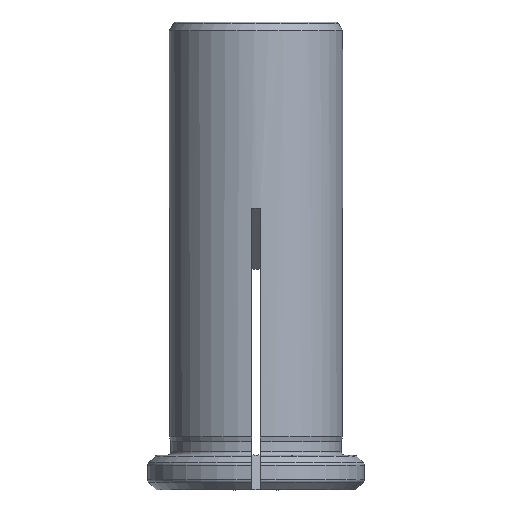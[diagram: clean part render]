
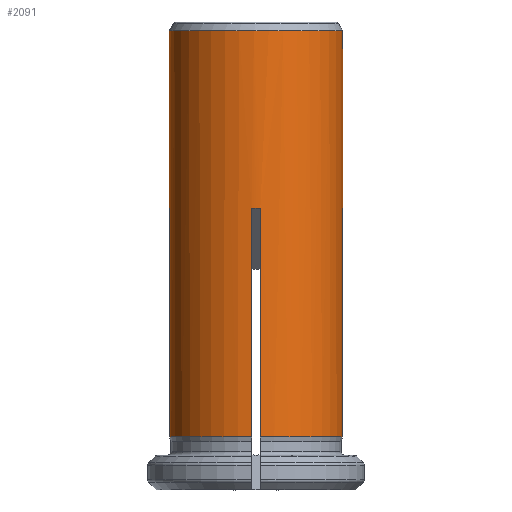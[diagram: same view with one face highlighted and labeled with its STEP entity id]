
A CAD part, front view. The second image highlights one B-rep face of the part: STEP entity #2091.
In plain terms, the highlighted cylindrical face has radius 10 mm (diameter 20 mm), a full revolution.
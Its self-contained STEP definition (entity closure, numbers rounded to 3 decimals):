
#172=CIRCLE('',#2148,10.);
#184=CIRCLE('',#2171,10.);
#196=CIRCLE('',#2194,10.);
#208=CIRCLE('',#2217,10.);
#211=CIRCLE('',#2221,10.);
#279=LINE('',#3368,#355);
#280=LINE('',#3372,#356);
#281=LINE('',#3373,#357);
#282=LINE('',#3377,#358);
#283=LINE('',#3378,#359);
#284=LINE('',#3382,#360);
#285=LINE('',#3383,#361);
#286=LINE('',#3387,#362);
#355=VECTOR('',#2609,1000.);
#356=VECTOR('',#2612,1000.);
#357=VECTOR('',#2613,1000.);
#358=VECTOR('',#2616,1000.);
#359=VECTOR('',#2617,1000.);
#360=VECTOR('',#2620,1000.);
#361=VECTOR('',#2621,1000.);
#362=VECTOR('',#2624,1000.);
#646=ORIENTED_EDGE('',*,*,#1047,.F.);
#647=ORIENTED_EDGE('',*,*,#1048,.F.);
#648=ORIENTED_EDGE('',*,*,#1049,.T.);
#649=ORIENTED_EDGE('',*,*,#892,.F.);
#650=ORIENTED_EDGE('',*,*,#1050,.F.);
#651=ORIENTED_EDGE('',*,*,#1051,.F.);
#652=ORIENTED_EDGE('',*,*,#1052,.T.);
#653=ORIENTED_EDGE('',*,*,#926,.F.);
#654=ORIENTED_EDGE('',*,*,#1053,.F.);
#655=ORIENTED_EDGE('',*,*,#1054,.F.);
#656=ORIENTED_EDGE('',*,*,#1055,.T.);
#657=ORIENTED_EDGE('',*,*,#960,.F.);
#658=ORIENTED_EDGE('',*,*,#1056,.F.);
#659=ORIENTED_EDGE('',*,*,#1057,.F.);
#660=ORIENTED_EDGE('',*,*,#1058,.T.);
#661=ORIENTED_EDGE('',*,*,#995,.F.);
#662=ORIENTED_EDGE('',*,*,#999,.F.);
#892=EDGE_CURVE('',#1112,#1113,#172,.F.);
#926=EDGE_CURVE('',#1136,#1137,#184,.F.);
#960=EDGE_CURVE('',#1160,#1161,#196,.F.);
#995=EDGE_CURVE('',#1184,#1186,#208,.F.);
#999=EDGE_CURVE('',#1189,#1189,#211,.F.);
#1047=EDGE_CURVE('',#1223,#1184,#279,.F.);
#1048=EDGE_CURVE('',#1224,#1223,#1239,.F.);
#1049=EDGE_CURVE('',#1224,#1113,#280,.F.);
#1050=EDGE_CURVE('',#1225,#1112,#281,.F.);
#1051=EDGE_CURVE('',#1226,#1225,#1240,.F.);
#1052=EDGE_CURVE('',#1226,#1137,#282,.F.);
#1053=EDGE_CURVE('',#1227,#1136,#283,.F.);
#1054=EDGE_CURVE('',#1228,#1227,#1241,.F.);
#1055=EDGE_CURVE('',#1228,#1161,#284,.F.);
#1056=EDGE_CURVE('',#1229,#1160,#285,.F.);
#1057=EDGE_CURVE('',#1230,#1229,#1242,.F.);
#1058=EDGE_CURVE('',#1230,#1186,#286,.F.);
#1112=VERTEX_POINT('',#2859);
#1113=VERTEX_POINT('',#2860);
#1136=VERTEX_POINT('',#2976);
#1137=VERTEX_POINT('',#2977);
#1160=VERTEX_POINT('',#3093);
#1161=VERTEX_POINT('',#3094);
#1184=VERTEX_POINT('',#3213);
#1186=VERTEX_POINT('',#3216);
#1189=VERTEX_POINT('',#3227);
#1223=VERTEX_POINT('',#3369);
#1224=VERTEX_POINT('',#3371);
#1225=VERTEX_POINT('',#3374);
#1226=VERTEX_POINT('',#3376);
#1227=VERTEX_POINT('',#3379);
#1228=VERTEX_POINT('',#3381);
#1229=VERTEX_POINT('',#3384);
#1230=VERTEX_POINT('',#3386);
#1239=ELLIPSE('',#2255,14.142,10.);
#1240=ELLIPSE('',#2256,14.142,10.);
#1241=ELLIPSE('',#2257,14.142,10.);
#1242=ELLIPSE('',#2258,14.142,10.);
#1317=EDGE_LOOP('',(#646,#647,#648,#649,#650,#651,#652,#653,#654,#655,#656,
#657,#658,#659,#660,#661));
#1318=EDGE_LOOP('',(#662));
#1413=FACE_BOUND('',#1317,.T.);
#1414=FACE_BOUND('',#1318,.T.);
#1449=CYLINDRICAL_SURFACE('',#2254,10.);
#2091=ADVANCED_FACE('',(#1413,#1414),#1449,.T.);
#2148=AXIS2_PLACEMENT_3D('',#2858,#2359,#2360);
#2171=AXIS2_PLACEMENT_3D('',#2975,#2411,#2412);
#2194=AXIS2_PLACEMENT_3D('',#3092,#2463,#2464);
#2217=AXIS2_PLACEMENT_3D('',#3215,#2515,#2516);
#2221=AXIS2_PLACEMENT_3D('',#3226,#2523,#2524);
#2254=AXIS2_PLACEMENT_3D('',#3367,#2607,#2608);
#2255=AXIS2_PLACEMENT_3D('',#3370,#2610,#2611);
#2256=AXIS2_PLACEMENT_3D('',#3375,#2614,#2615);
#2257=AXIS2_PLACEMENT_3D('',#3380,#2618,#2619);
#2258=AXIS2_PLACEMENT_3D('',#3385,#2622,#2623);
#2359=DIRECTION('',(0.,0.,1.));
#2360=DIRECTION('',(1.,0.,0.));
#2411=DIRECTION('',(0.,0.,1.));
#2412=DIRECTION('',(1.,0.,0.));
#2463=DIRECTION('',(0.,0.,1.));
#2464=DIRECTION('',(1.,0.,0.));
#2515=DIRECTION('',(0.,0.,1.));
#2516=DIRECTION('',(1.,0.,0.));
#2523=DIRECTION('',(0.,0.,-1.));
#2524=DIRECTION('',(-1.,0.,0.));
#2607=DIRECTION('',(0.,0.,1.));
#2608=DIRECTION('',(1.,0.,0.));
#2609=DIRECTION('',(0.,0.,1.));
#2610=DIRECTION('',(0.,-0.707,0.707));
#2611=DIRECTION('',(0.,0.707,0.707));
#2612=DIRECTION('',(0.,0.,1.));
#2613=DIRECTION('',(0.,0.,1.));
#2614=DIRECTION('',(0.707,0.,0.707));
#2615=DIRECTION('',(-0.707,0.,0.707));
#2616=DIRECTION('',(0.,0.,1.));
#2617=DIRECTION('',(0.,0.,1.));
#2618=DIRECTION('',(0.,0.707,0.707));
#2619=DIRECTION('',(0.,-0.707,0.707));
#2620=DIRECTION('',(0.,0.,1.));
#2621=DIRECTION('',(0.,0.,1.));
#2622=DIRECTION('',(-0.707,0.,0.707));
#2623=DIRECTION('',(0.707,0.,0.707));
#2624=DIRECTION('',(0.,0.,1.));
#2858=CARTESIAN_POINT('',(0.,0.,2.127));
#2859=CARTESIAN_POINT('',(-9.987,0.5,2.127));
#2860=CARTESIAN_POINT('',(-0.5,9.987,2.127));
#2975=CARTESIAN_POINT('',(0.,0.,2.127));
#2976=CARTESIAN_POINT('',(-0.5,-9.987,2.127));
#2977=CARTESIAN_POINT('',(-9.987,-0.5,2.127));
#3092=CARTESIAN_POINT('',(0.,0.,2.127));
#3093=CARTESIAN_POINT('',(9.987,-0.5,2.127));
#3094=CARTESIAN_POINT('',(0.5,-9.987,2.127));
#3213=CARTESIAN_POINT('',(0.5,9.987,2.127));
#3215=CARTESIAN_POINT('',(0.,0.,2.127));
#3216=CARTESIAN_POINT('',(9.987,0.5,2.127));
#3226=CARTESIAN_POINT('',(0.,0.,48.973));
#3227=CARTESIAN_POINT('',(-10.,0.,48.973));
#3367=CARTESIAN_POINT('',(0.,0.,60.));
#3368=CARTESIAN_POINT('',(0.5,9.987,60.));
#3369=CARTESIAN_POINT('',(0.5,9.987,28.487));
#3370=CARTESIAN_POINT('',(0.,0.,18.5));
#3371=CARTESIAN_POINT('',(-0.5,9.987,28.487));
#3372=CARTESIAN_POINT('',(-0.5,9.987,60.));
#3373=CARTESIAN_POINT('',(-9.987,0.5,60.));
#3374=CARTESIAN_POINT('',(-9.987,0.5,28.487));
#3375=CARTESIAN_POINT('',(0.,0.,18.5));
#3376=CARTESIAN_POINT('',(-9.987,-0.5,28.487));
#3377=CARTESIAN_POINT('',(-9.987,-0.5,60.));
#3378=CARTESIAN_POINT('',(-0.5,-9.987,60.));
#3379=CARTESIAN_POINT('',(-0.5,-9.987,28.487));
#3380=CARTESIAN_POINT('',(0.,0.,18.5));
#3381=CARTESIAN_POINT('',(0.5,-9.987,28.487));
#3382=CARTESIAN_POINT('',(0.5,-9.987,60.));
#3383=CARTESIAN_POINT('',(9.987,-0.5,60.));
#3384=CARTESIAN_POINT('',(9.987,-0.5,28.487));
#3385=CARTESIAN_POINT('',(0.,0.,18.5));
#3386=CARTESIAN_POINT('',(9.987,0.5,28.487));
#3387=CARTESIAN_POINT('',(9.987,0.5,60.));
